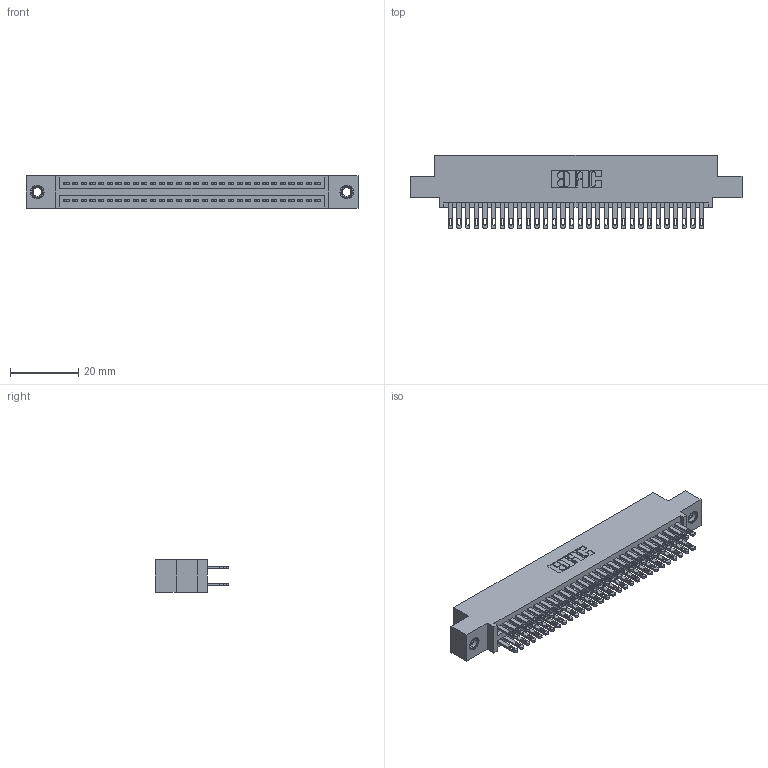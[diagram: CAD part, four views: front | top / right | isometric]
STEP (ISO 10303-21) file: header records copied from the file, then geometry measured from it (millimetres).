
FILE_DESCRIPTION (( 'STEP AP203' ), '1' );
FILE_NAME ('345-060-500-507.STEP', '2018-09-26T22:29:21', ( '' ), ( '' ), 'SwSTEP 2.0', 'SolidWorks 2016', '' );
FILE_SCHEMA (( 'CONFIG_CONTROL_DESIGN' ));
Length unit declared in the file: inch
Products named in the file (4): 345 Part_0.110 Offset - 0.156 Dia-TI; 345-292-001_345-293-100; 345-060-500-507; 345-250-001_345-250-005-103
Assembly tree (63 placements, depth 2):
  345-060-500-507
    345 Part_0.110 Offset - 0.156 Dia-TI
    345-292-001_345-293-100  x60
    345-250-001_345-250-005-103  x2
Bounding box: 97.41 x 21.51 x 9.4 mm (x, y, z)
Volume: 9447.5 mm3; surface area: 14465.2 mm2
Topology: 63 solids, 63 shells, 2950 faces, 8949 edges, 5958 vertices
Faces by surface type: plane 1736, cylinder 1198, cone 12, torus 4
Entity records: 26402 total; most frequent: CARTESIAN_POINT 4419, ORIENTED_EDGE 4346, DIRECTION 3939, EDGE_CURVE 2173, LINE 1897, VECTOR 1897, VERTEX_POINT 1444, AXIS2_PLACEMENT_3D 1021
